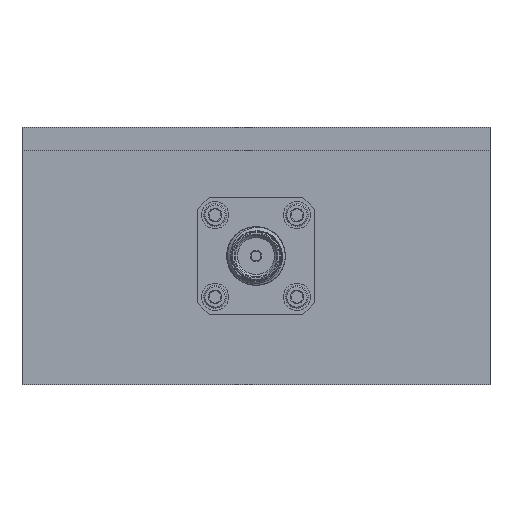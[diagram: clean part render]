
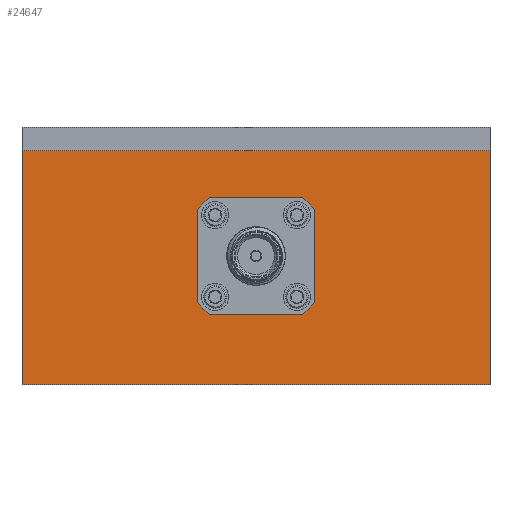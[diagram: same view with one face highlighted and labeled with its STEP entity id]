
A CAD part, left-side view. The second image highlights one B-rep face of the part: STEP entity #24647.
In plain terms, the highlighted planar face has unit normal (-1, 0, 0).
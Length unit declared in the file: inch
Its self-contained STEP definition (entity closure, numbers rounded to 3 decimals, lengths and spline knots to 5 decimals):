
#1482 = CARTESIAN_POINT ( 'NONE',  ( -1.625, -1., 0.55 ) ) ;
#1517 = EDGE_CURVE ( 'NONE', #34246, #8663, #19539, .T. ) ;
#2458 = ORIENTED_EDGE ( 'NONE', *, *, #31424, .F. ) ;
#2950 = CARTESIAN_POINT ( 'NONE',  ( -1.625, -0.2, 0.25 ) ) ;
#2987 = LINE ( 'NONE', #28709, #31894 ) ;
#3180 = ORIENTED_EDGE ( 'NONE', *, *, #15172, .T. ) ;
#3339 = VECTOR ( 'NONE', #35730, 39.37008 ) ;
#3814 = EDGE_CURVE ( 'NONE', #34246, #22727, #12966, .T. ) ;
#4198 = CARTESIAN_POINT ( 'NONE',  ( -1.625, -1., -0.55 ) ) ;
#4426 = DIRECTION ( 'NONE',  ( 0., -1., 0. ) ) ;
#4459 = DIRECTION ( 'NONE',  ( 0., -1., 0. ) ) ;
#4780 = VERTEX_POINT ( 'NONE', #29711 ) ;
#5187 = LINE ( 'NONE', #12713, #17822 ) ;
#5377 = VERTEX_POINT ( 'NONE', #13109 ) ;
#5505 = VERTEX_POINT ( 'NONE', #6566 ) ;
#5942 = ORIENTED_EDGE ( 'NONE', *, *, #31738, .F. ) ;
#5995 = CARTESIAN_POINT ( 'NONE',  ( -1.625, -0.225, 0.225 ) ) ;
#6566 = CARTESIAN_POINT ( 'NONE',  ( -1.625, 0.25, -0.2 ) ) ;
#7608 = CARTESIAN_POINT ( 'NONE',  ( -1.625, -1., -0.55 ) ) ;
#8495 = LINE ( 'NONE', #30818, #39380 ) ;
#8580 = EDGE_CURVE ( 'NONE', #34547, #8663, #10833, .T. ) ;
#8663 = VERTEX_POINT ( 'NONE', #37008 ) ;
#9407 = CARTESIAN_POINT ( 'NONE',  ( -1.625, 0.25, -0.25 ) ) ;
#9885 = DIRECTION ( 'NONE',  ( 0., 0., -1. ) ) ;
#10038 = DIRECTION ( 'NONE',  ( 0., 0.707, -0.707 ) ) ;
#10278 = VECTOR ( 'NONE', #20791, 39.37008 ) ;
#10833 = LINE ( 'NONE', #5995, #10278 ) ;
#11403 = ORIENTED_EDGE ( 'NONE', *, *, #20541, .F. ) ;
#12363 = VECTOR ( 'NONE', #40223, 39.37008 ) ;
#12713 = CARTESIAN_POINT ( 'NONE',  ( -1.625, -1., 0.45 ) ) ;
#12966 = LINE ( 'NONE', #46878, #26970 ) ;
#13109 = CARTESIAN_POINT ( 'NONE',  ( -1.625, 1., -0.55 ) ) ;
#14727 = EDGE_CURVE ( 'NONE', #37815, #39228, #29026, .T. ) ;
#15172 = EDGE_CURVE ( 'NONE', #5377, #39228, #45383, .T. ) ;
#15823 = DIRECTION ( 'NONE',  ( 0., 0., -1. ) ) ;
#16031 = DIRECTION ( 'NONE',  ( 0., -0.707, 0.707 ) ) ;
#17753 = ORIENTED_EDGE ( 'NONE', *, *, #25681, .T. ) ;
#17822 = VECTOR ( 'NONE', #4459, 39.37008 ) ;
#17942 = EDGE_LOOP ( 'NONE', ( #2458, #17753, #5942, #43473, #11403, #40085, #38587, #29908 ) ) ;
#18149 = AXIS2_PLACEMENT_3D ( 'NONE', #1482, #22199, #15823 ) ;
#18160 = CARTESIAN_POINT ( 'NONE',  ( -1.625, 0.2, 0.25 ) ) ;
#18343 = DIRECTION ( 'NONE',  ( 0., 0., -1. ) ) ;
#18682 = CARTESIAN_POINT ( 'NONE',  ( -1.625, -0.2, -0.25 ) ) ;
#18720 = VERTEX_POINT ( 'NONE', #25875 ) ;
#19539 = LINE ( 'NONE', #30467, #23960 ) ;
#20111 = CARTESIAN_POINT ( 'NONE',  ( -1.625, -0.25, -0.2 ) ) ;
#20541 = EDGE_CURVE ( 'NONE', #34547, #22966, #29106, .T. ) ;
#20737 = ORIENTED_EDGE ( 'NONE', *, *, #37891, .F. ) ;
#20791 = DIRECTION ( 'NONE',  ( 0., -0.707, -0.707 ) ) ;
#20839 = ORIENTED_EDGE ( 'NONE', *, *, #23857, .T. ) ;
#20950 = LINE ( 'NONE', #39348, #3339 ) ;
#21360 = CARTESIAN_POINT ( 'NONE',  ( -1.625, 1., 0.55 ) ) ;
#22199 = DIRECTION ( 'NONE',  ( 1., 0., 0. ) ) ;
#22727 = VERTEX_POINT ( 'NONE', #18682 ) ;
#22776 = VECTOR ( 'NONE', #47016, 39.37008 ) ;
#22966 = VERTEX_POINT ( 'NONE', #18160 ) ;
#23089 = PLANE ( 'NONE',  #18149 ) ;
#23857 = EDGE_CURVE ( 'NONE', #29453, #5377, #25232, .T. ) ;
#23960 = VECTOR ( 'NONE', #37703, 39.37008 ) ;
#24647 = ADVANCED_FACE ( 'NONE', ( #41488, #27206 ), #23089, .F. ) ;
#25232 = LINE ( 'NONE', #21360, #22776 ) ;
#25681 = EDGE_CURVE ( 'NONE', #4780, #5505, #2987, .T. ) ;
#25835 = CARTESIAN_POINT ( 'NONE',  ( -1.625, -1., 0.45 ) ) ;
#25875 = CARTESIAN_POINT ( 'NONE',  ( -1.625, 0.25, 0.2 ) ) ;
#26970 = VECTOR ( 'NONE', #10038, 39.37008 ) ;
#27025 = EDGE_LOOP ( 'NONE', ( #20737, #20839, #3180, #27157 ) ) ;
#27157 = ORIENTED_EDGE ( 'NONE', *, *, #14727, .F. ) ;
#27206 = FACE_OUTER_BOUND ( 'NONE', #27025, .T. ) ;
#28238 = DIRECTION ( 'NONE',  ( 0., 0.707, 0.707 ) ) ;
#28709 = CARTESIAN_POINT ( 'NONE',  ( -1.625, 0.225, -0.225 ) ) ;
#28963 = VECTOR ( 'NONE', #4426, 39.37008 ) ;
#29026 = LINE ( 'NONE', #36984, #31268 ) ;
#29106 = LINE ( 'NONE', #39985, #12363 ) ;
#29453 = VERTEX_POINT ( 'NONE', #38857 ) ;
#29711 = CARTESIAN_POINT ( 'NONE',  ( -1.625, 0.2, -0.25 ) ) ;
#29908 = ORIENTED_EDGE ( 'NONE', *, *, #3814, .T. ) ;
#30467 = CARTESIAN_POINT ( 'NONE',  ( -1.625, -0.25, -0.25 ) ) ;
#30818 = CARTESIAN_POINT ( 'NONE',  ( -1.625, 0.225, 0.225 ) ) ;
#31268 = VECTOR ( 'NONE', #18343, 39.37008 ) ;
#31424 = EDGE_CURVE ( 'NONE', #4780, #22727, #20950, .T. ) ;
#31738 = EDGE_CURVE ( 'NONE', #18720, #5505, #38982, .T. ) ;
#31894 = VECTOR ( 'NONE', #28238, 39.37008 ) ;
#34246 = VERTEX_POINT ( 'NONE', #20111 ) ;
#34547 = VERTEX_POINT ( 'NONE', #2950 ) ;
#35730 = DIRECTION ( 'NONE',  ( 0., -1., 0. ) ) ;
#36984 = CARTESIAN_POINT ( 'NONE',  ( -1.625, -1., 0.55 ) ) ;
#37008 = CARTESIAN_POINT ( 'NONE',  ( -1.625, -0.25, 0.2 ) ) ;
#37703 = DIRECTION ( 'NONE',  ( 0., 0., 1. ) ) ;
#37815 = VERTEX_POINT ( 'NONE', #25835 ) ;
#37891 = EDGE_CURVE ( 'NONE', #29453, #37815, #5187, .T. ) ;
#38587 = ORIENTED_EDGE ( 'NONE', *, *, #1517, .F. ) ;
#38857 = CARTESIAN_POINT ( 'NONE',  ( -1.625, 1., 0.45 ) ) ;
#38982 = LINE ( 'NONE', #9407, #46715 ) ;
#39228 = VERTEX_POINT ( 'NONE', #7608 ) ;
#39348 = CARTESIAN_POINT ( 'NONE',  ( -1.625, -0.25, -0.25 ) ) ;
#39380 = VECTOR ( 'NONE', #16031, 39.37008 ) ;
#39985 = CARTESIAN_POINT ( 'NONE',  ( -1.625, -0.25, 0.25 ) ) ;
#40085 = ORIENTED_EDGE ( 'NONE', *, *, #8580, .T. ) ;
#40223 = DIRECTION ( 'NONE',  ( 0., 1., 0. ) ) ;
#41488 = FACE_BOUND ( 'NONE', #17942, .T. ) ;
#43473 = ORIENTED_EDGE ( 'NONE', *, *, #46375, .T. ) ;
#45383 = LINE ( 'NONE', #4198, #28963 ) ;
#46375 = EDGE_CURVE ( 'NONE', #18720, #22966, #8495, .T. ) ;
#46715 = VECTOR ( 'NONE', #9885, 39.37008 ) ;
#46878 = CARTESIAN_POINT ( 'NONE',  ( -1.625, -0.225, -0.225 ) ) ;
#47016 = DIRECTION ( 'NONE',  ( 0., 0., -1. ) ) ;
